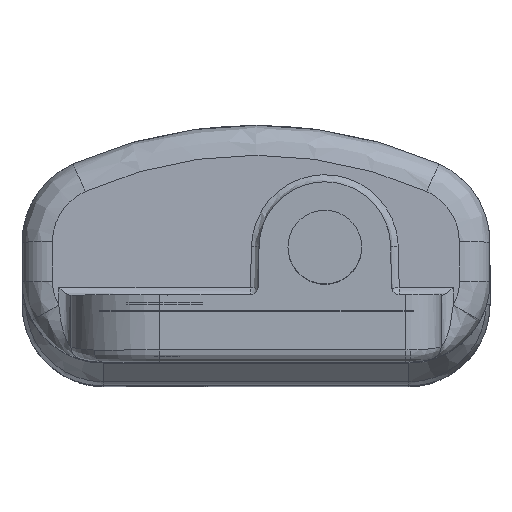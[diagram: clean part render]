
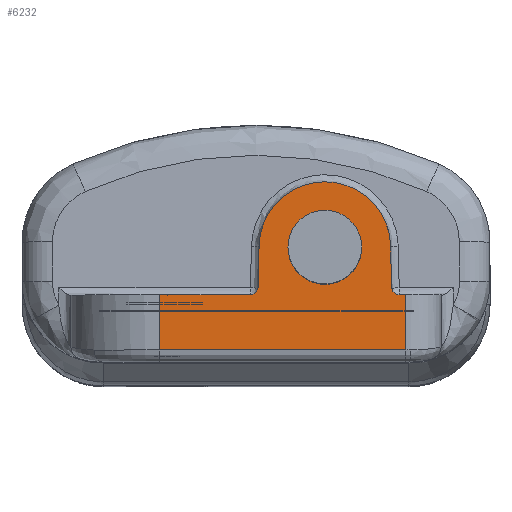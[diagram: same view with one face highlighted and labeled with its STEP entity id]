
A CAD part, top view. The second image highlights one B-rep face of the part: STEP entity #6232.
In plain terms, the highlighted planar face has unit normal (0, 0, 1).
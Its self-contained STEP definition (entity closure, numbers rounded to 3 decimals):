
#2137=DIRECTION('',(0.,-1.,0.));
#2138=VECTOR('',#2137,3.6);
#2139=CARTESIAN_POINT('',(-6.3,-0.1,36.8));
#2140=LINE('',#2139,#2138);
#2141=DIRECTION('',(-1.,0.,0.));
#2142=VECTOR('',#2141,5.936);
#2143=CARTESIAN_POINT('',(-0.364,-0.1,36.8));
#2144=LINE('',#2143,#2142);
#2145=DIRECTION('',(-0.024,-1.,0.));
#2146=VECTOR('',#2145,2.716);
#2147=CARTESIAN_POINT('',(0.201,3.104,36.8));
#2148=LINE('',#2147,#2146);
#2149=CARTESIAN_POINT('',(4.5,3.,36.8));
#2150=DIRECTION('',(0.,0.,1.));
#2151=DIRECTION('',(1.,0.024,0.));
#2152=AXIS2_PLACEMENT_3D('',#2149,#2150,#2151);
#2154=DIRECTION('',(-0.024,1.,0.));
#2155=VECTOR('',#2154,2.716);
#2156=CARTESIAN_POINT('',(8.864,0.388,36.8));
#2157=LINE('',#2156,#2155);
#2158=DIRECTION('',(-1.,0.,0.));
#2159=VECTOR('',#2158,0.436);
#2160=CARTESIAN_POINT('',(9.8,-0.1,36.8));
#2161=LINE('',#2160,#2159);
#2162=DIRECTION('',(0.,1.,0.));
#2163=VECTOR('',#2162,3.6);
#2164=CARTESIAN_POINT('',(9.8,-3.7,36.8));
#2165=LINE('',#2164,#2163);
#2166=DIRECTION('',(1.,0.,0.));
#2167=VECTOR('',#2166,16.1);
#2168=CARTESIAN_POINT('',(-6.3,-3.7,36.8));
#2169=LINE('',#2168,#2167);
#2170=CARTESIAN_POINT('',(4.5,3.,36.8));
#2171=DIRECTION('',(0.,0.,1.));
#2172=DIRECTION('',(0.,-1.,0.));
#2173=AXIS2_PLACEMENT_3D('',#2170,#2171,#2172);
#2175=CARTESIAN_POINT('',(4.5,3.,36.8));
#2176=DIRECTION('',(0.,0.,1.));
#2177=DIRECTION('',(0.,1.,0.));
#2178=AXIS2_PLACEMENT_3D('',#2175,#2176,#2177);
#2265=CARTESIAN_POINT('',(-0.364,0.4,36.8));
#2266=DIRECTION('',(0.,0.,-1.));
#2267=DIRECTION('',(1.,-0.024,0.));
#2268=AXIS2_PLACEMENT_3D('',#2265,#2266,#2267);
#2364=CARTESIAN_POINT('',(9.364,0.4,36.8));
#2365=DIRECTION('',(0.,0.,-1.));
#2366=DIRECTION('',(0.,-1.,0.));
#2367=AXIS2_PLACEMENT_3D('',#2364,#2365,#2366);
#2633=CARTESIAN_POINT('',(8.799,3.104,36.8));
#2634=CARTESIAN_POINT('',(0.201,3.104,36.8));
#2635=VERTEX_POINT('',#2633);
#2636=VERTEX_POINT('',#2634);
#2638=CARTESIAN_POINT('',(-6.3,-0.1,36.8));
#2640=VERTEX_POINT('',#2638);
#2641=CARTESIAN_POINT('',(9.8,-0.1,36.8));
#2643=VERTEX_POINT('',#2641);
#2645=CARTESIAN_POINT('',(-6.3,-3.7,36.8));
#2646=VERTEX_POINT('',#2645);
#2647=CARTESIAN_POINT('',(9.8,-3.7,36.8));
#2649=VERTEX_POINT('',#2647);
#2753=CARTESIAN_POINT('',(0.136,0.388,36.8));
#2754=VERTEX_POINT('',#2753);
#2755=CARTESIAN_POINT('',(8.864,0.388,36.8));
#2756=VERTEX_POINT('',#2755);
#2757=CARTESIAN_POINT('',(-0.364,-0.1,36.8));
#2758=VERTEX_POINT('',#2757);
#2759=CARTESIAN_POINT('',(9.364,-0.1,36.8));
#2760=VERTEX_POINT('',#2759);
#2818=CARTESIAN_POINT('',(4.5,0.59,36.8));
#2819=CARTESIAN_POINT('',(4.5,5.41,36.8));
#2820=VERTEX_POINT('',#2818);
#2821=VERTEX_POINT('',#2819);
#6202=CARTESIAN_POINT('',(0.,-2.5,36.8));
#6203=DIRECTION('',(0.,0.,1.));
#6204=DIRECTION('',(1.,0.,0.));
#6205=AXIS2_PLACEMENT_3D('',#6202,#6203,#6204);
#6206=PLANE('',#6205);
#6208=ORIENTED_EDGE('',*,*,#6207,.F.);
#6210=ORIENTED_EDGE('',*,*,#6209,.F.);
#6212=ORIENTED_EDGE('',*,*,#6211,.F.);
#6214=ORIENTED_EDGE('',*,*,#6213,.F.);
#6216=ORIENTED_EDGE('',*,*,#6215,.F.);
#6218=ORIENTED_EDGE('',*,*,#6217,.F.);
#6220=ORIENTED_EDGE('',*,*,#6219,.F.);
#6221=ORIENTED_EDGE('',*,*,#5801,.F.);
#6222=ORIENTED_EDGE('',*,*,#6166,.F.);
#6223=ORIENTED_EDGE('',*,*,#6193,.F.);
#6224=EDGE_LOOP('',(#6208,#6210,#6212,#6214,#6216,#6218,#6220,#6221,#6222,
#6223));
#6225=FACE_OUTER_BOUND('',#6224,.F.);
#6227=ORIENTED_EDGE('',*,*,#6226,.T.);
#6229=ORIENTED_EDGE('',*,*,#6228,.T.);
#6230=EDGE_LOOP('',(#6227,#6229));
#6231=FACE_BOUND('',#6230,.F.);
#6232=ADVANCED_FACE('',(#6225,#6231),#6206,.T.);
#2153=CIRCLE('',#2152,4.3);
#2174=CIRCLE('',#2173,2.41);
#2179=CIRCLE('',#2178,2.41);
#2269=CIRCLE('',#2268,0.5);
#2368=CIRCLE('',#2367,0.5);
#5801=EDGE_CURVE('',#2643,#2760,#2161,.T.);
#6166=EDGE_CURVE('',#2649,#2643,#2165,.T.);
#6193=EDGE_CURVE('',#2646,#2649,#2169,.T.);
#6207=EDGE_CURVE('',#2640,#2646,#2140,.T.);
#6209=EDGE_CURVE('',#2758,#2640,#2144,.T.);
#6211=EDGE_CURVE('',#2754,#2758,#2269,.T.);
#6213=EDGE_CURVE('',#2636,#2754,#2148,.T.);
#6215=EDGE_CURVE('',#2635,#2636,#2153,.T.);
#6217=EDGE_CURVE('',#2756,#2635,#2157,.T.);
#6219=EDGE_CURVE('',#2760,#2756,#2368,.T.);
#6226=EDGE_CURVE('',#2820,#2821,#2174,.T.);
#6228=EDGE_CURVE('',#2821,#2820,#2179,.T.);
